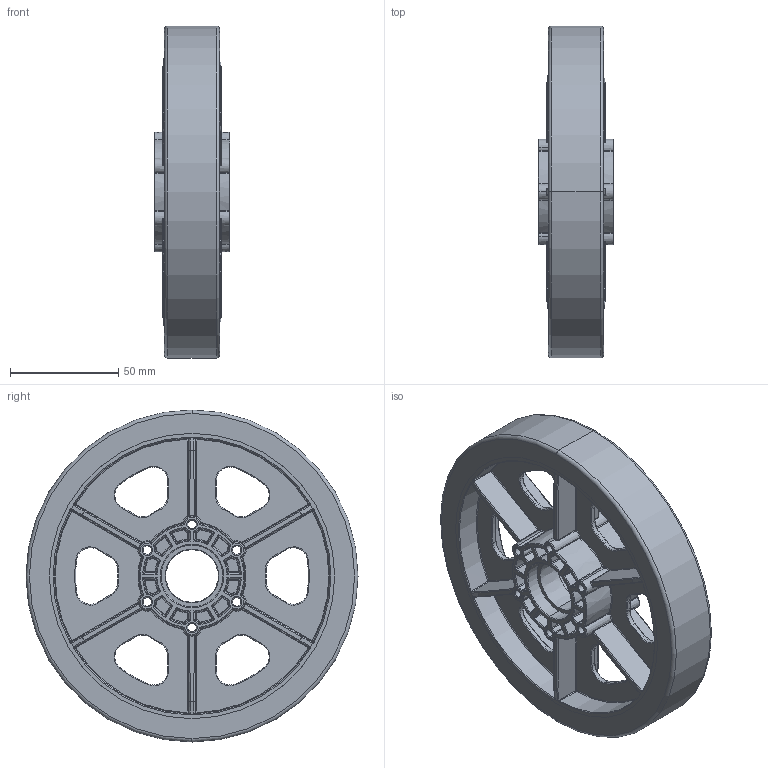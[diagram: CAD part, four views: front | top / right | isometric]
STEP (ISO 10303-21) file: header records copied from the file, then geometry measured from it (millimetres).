
FILE_DESCRIPTION (( 'STEP AP214' ), '1' );
FILE_NAME ('am-0144a SmoothGrip Wheel.STEP', '2018-12-06T14:54:07', ( '' ), ( '' ), 'SwSTEP 2.0', 'SolidWorks 2018', '' );
FILE_SCHEMA (( 'AUTOMOTIVE_DESIGN' ));
Length unit declared in the file: inch
Products named in the file (3): am-0144a SmoothGrip Wheel; SmoothGrip Tread; 6 wheel Rev 4
Assembly tree (2 placements, depth 2):
  am-0144a SmoothGrip Wheel
    6 wheel Rev 4
    SmoothGrip Tread
Bounding box: 34.92 x 153.16 x 153.16 mm (x, y, z)
Volume: 214552.8 mm3; surface area: 102224 mm2
Topology: 2 solids, 2 shells, 1583 faces, 3460 edges, 1776 vertices
Faces by surface type: bspline 384, torus 372, sphere 283, cylinder 269, plane 153, cone 122
Entity records: 52133 total; most frequent: CARTESIAN_POINT 20442, DIRECTION 6801, ORIENTED_EDGE 6656, EDGE_CURVE 3328, AXIS2_PLACEMENT_3D 3139, CIRCLE 1935, VERTEX_POINT 1776, EDGE_LOOP 1638
